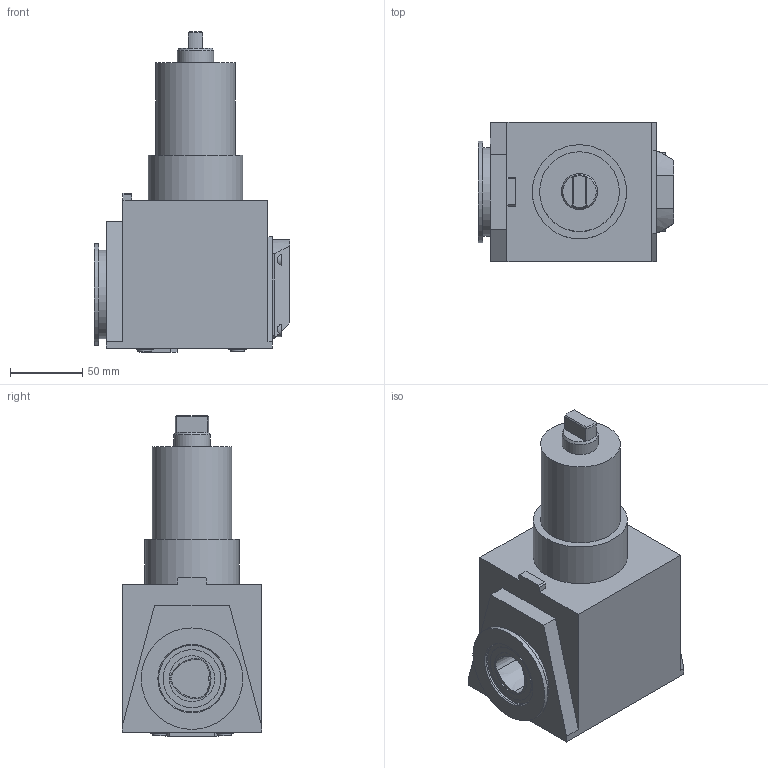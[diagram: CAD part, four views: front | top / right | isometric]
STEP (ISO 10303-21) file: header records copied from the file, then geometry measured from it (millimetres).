
FILE_DESCRIPTION(/* description */ (''),/* implementation_level */ '2;1');
FILE_NAME(/* name */ '1533822892960.stp',/* time_stamp */ '2018-08-09T15:54:59+02:00',/* author */ (''),/* organization */ ('SMS'),/* preprocessor_version */ 'ST-DEVELOPER v15',/* originating_system */ 'SIEMENS PLM Software NX 8.5',/* authorisation */ '');
FILE_SCHEMA (('AUTOMOTIVE_DESIGN { 1 0 10303 214 3 1 1 1 }'));
Length unit declared in the file: millimetre
Products named in the file (1): 201816836mod000_00
Bounding box: 134.8 x 96 x 221.4 mm (x, y, z)
Volume: 1386291.2 mm3; surface area: 91381.9 mm2
Topology: 1 solids, 1 shells, 102 faces, 237 edges, 155 vertices
Faces by surface type: plane 61, cylinder 31, cone 10
Full cylindrical faces by diameter (mm): 2.5 x1, 9.5 x2, 12 x2, 25 x1, 31.6 x1, 40 x1, 46 x1, 55 x1, 61 x1, 65 x1, 70 x1
Entity records: 2935 total; most frequent: CARTESIAN_POINT 548, DIRECTION 515, ORIENTED_EDGE 440, EDGE_CURVE 220, AXIS2_PLACEMENT_3D 194, VERTEX_POINT 153, EDGE_LOOP 135, LINE 127
